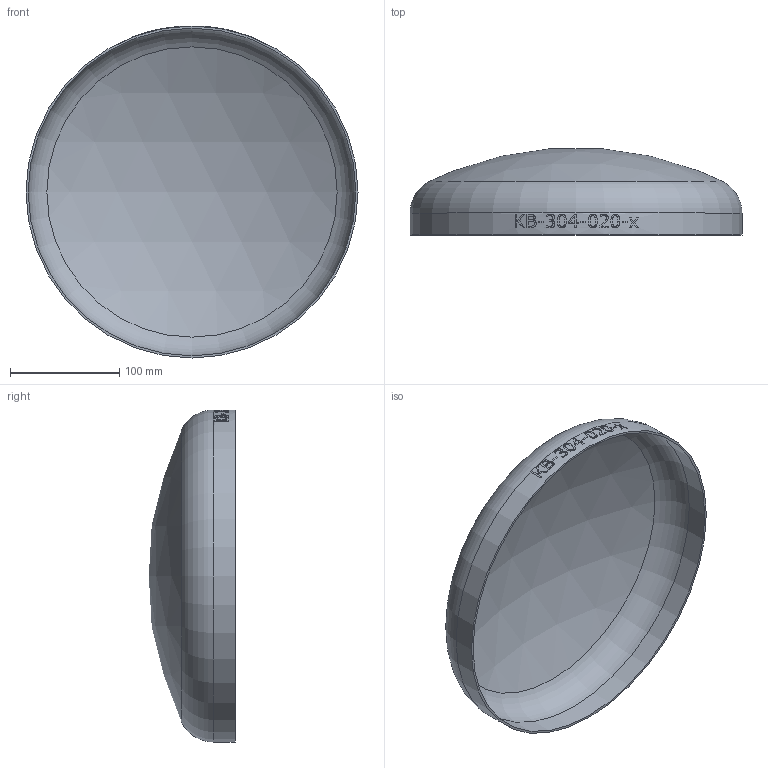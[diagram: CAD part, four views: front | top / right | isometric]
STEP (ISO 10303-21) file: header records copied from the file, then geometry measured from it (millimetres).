
FILE_DESCRIPTION (( 'STEP AP214' ), '1' );
FILE_NAME ('KB-304-020-x Klöpperboden 2003.STEP', '2020-03-27T07:57:24', ( '' ), ( '' ), 'SwSTEP 2.0', 'SolidWorks 2016', '' );
FILE_SCHEMA (( 'AUTOMOTIVE_DESIGN' ));
Length unit declared in the file: millimetre
Products named in the file (1): KB-304-020-x Klöpperboden 2003
Bounding box: 304 x 79.06 x 304 mm (x, y, z)
Volume: 219132 mm3; surface area: 221403.2 mm2
Topology: 1 solids, 1 shells, 176 faces, 463 edges, 308 vertices
Faces by surface type: bspline 92, plane 60, cylinder 20, torus 2, sphere 2
Full cylindrical faces by diameter (mm): 300 x1, 304 x1
Entity records: 27921 total; most frequent: CARTESIAN_POINT 22541, ORIENTED_EDGE 918, EDGE_CURVE 459, DIRECTION 406, VERTEX_POINT 308, B_SPLINE_CURVE_WITH_KNOTS 295, EDGE_LOOP 199, FACE_OUTER_BOUND 180
